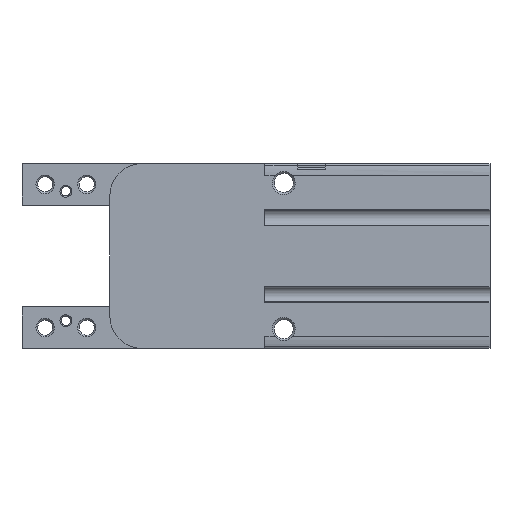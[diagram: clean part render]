
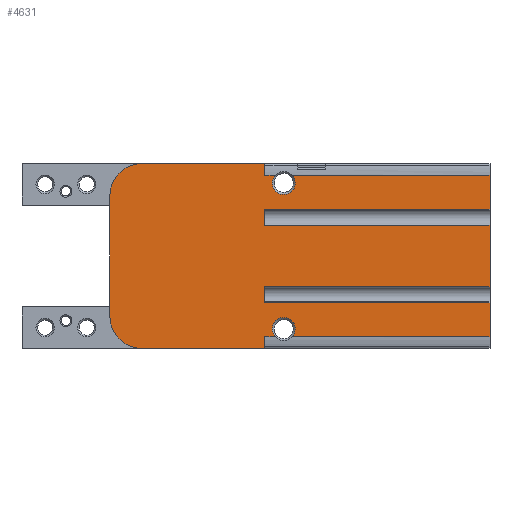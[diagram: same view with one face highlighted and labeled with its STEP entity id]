
A CAD part, left-side view. The second image highlights one B-rep face of the part: STEP entity #4631.
In plain terms, the highlighted planar face has unit normal (-1, 0, 0).
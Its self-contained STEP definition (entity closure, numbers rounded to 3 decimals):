
#290=LINE('',#6902,#671);
#309=LINE('',#6984,#690);
#409=LINE('',#7400,#790);
#410=LINE('',#7408,#791);
#430=LINE('',#7506,#811);
#432=LINE('',#7514,#813);
#442=LINE('',#7566,#823);
#447=LINE('',#7590,#828);
#471=LINE('',#7677,#852);
#484=LINE('',#7715,#865);
#486=LINE('',#7719,#867);
#487=LINE('',#7720,#868);
#488=LINE('',#7722,#869);
#489=LINE('',#7724,#870);
#490=LINE('',#7726,#871);
#491=LINE('',#7727,#872);
#492=LINE('',#7729,#873);
#493=LINE('',#7731,#874);
#671=VECTOR('',#5440,1000.);
#690=VECTOR('',#5493,1000.);
#790=VECTOR('',#5797,1000.);
#791=VECTOR('',#5798,1000.);
#811=VECTOR('',#5856,1000.);
#813=VECTOR('',#5862,1000.);
#823=VECTOR('',#5900,1000.);
#828=VECTOR('',#5919,1000.);
#852=VECTOR('',#5995,1000.);
#865=VECTOR('',#6028,1000.);
#867=VECTOR('',#6034,1000.);
#868=VECTOR('',#6035,1000.);
#869=VECTOR('',#6038,1000.);
#870=VECTOR('',#6039,1000.);
#871=VECTOR('',#6040,1000.);
#872=VECTOR('',#6041,1000.);
#873=VECTOR('',#6042,1000.);
#874=VECTOR('',#6043,1000.);
#1554=ORIENTED_EDGE('',*,*,#2772,.T.);
#1555=ORIENTED_EDGE('',*,*,#2625,.F.);
#1556=ORIENTED_EDGE('',*,*,#2773,.T.);
#1557=ORIENTED_EDGE('',*,*,#2416,.F.);
#1558=ORIENTED_EDGE('',*,*,#2456,.F.);
#1559=ORIENTED_EDGE('',*,*,#2770,.F.);
#1560=ORIENTED_EDGE('',*,*,#2453,.F.);
#1561=ORIENTED_EDGE('',*,*,#2451,.T.);
#1562=ORIENTED_EDGE('',*,*,#2774,.T.);
#1563=ORIENTED_EDGE('',*,*,#2662,.T.);
#1564=ORIENTED_EDGE('',*,*,#2775,.T.);
#1565=ORIENTED_EDGE('',*,*,#2666,.T.);
#1566=ORIENTED_EDGE('',*,*,#2699,.T.);
#1567=ORIENTED_EDGE('',*,*,#2776,.F.);
#1568=ORIENTED_EDGE('',*,*,#2777,.T.);
#1569=ORIENTED_EDGE('',*,*,#2778,.T.);
#1570=ORIENTED_EDGE('',*,*,#2687,.T.);
#1571=ORIENTED_EDGE('',*,*,#2779,.F.);
#1572=ORIENTED_EDGE('',*,*,#2780,.T.);
#1573=ORIENTED_EDGE('',*,*,#2781,.T.);
#1574=ORIENTED_EDGE('',*,*,#2749,.T.);
#1575=ORIENTED_EDGE('',*,*,#2627,.F.);
#2416=EDGE_CURVE('',#3091,#3092,#290,.T.);
#2451=EDGE_CURVE('',#3122,#3121,#309,.T.);
#2453=EDGE_CURVE('',#3122,#3123,#3542,.T.);
#2456=EDGE_CURVE('',#3124,#3091,#3543,.T.);
#2625=EDGE_CURVE('',#3250,#3251,#409,.T.);
#2627=EDGE_CURVE('',#3252,#3253,#410,.T.);
#2662=EDGE_CURVE('',#3278,#3276,#430,.T.);
#2666=EDGE_CURVE('',#3277,#3281,#432,.T.);
#2687=EDGE_CURVE('',#3298,#3297,#442,.T.);
#2699=EDGE_CURVE('',#3281,#3309,#447,.T.);
#2749=EDGE_CURVE('',#3347,#3253,#471,.T.);
#2770=EDGE_CURVE('',#3123,#3124,#484,.T.);
#2772=EDGE_CURVE('',#3252,#3251,#3656,.T.);
#2773=EDGE_CURVE('',#3250,#3092,#486,.T.);
#2774=EDGE_CURVE('',#3121,#3278,#487,.T.);
#2775=EDGE_CURVE('',#3276,#3277,#3657,.T.);
#2776=EDGE_CURVE('',#3362,#3309,#488,.T.);
#2777=EDGE_CURVE('',#3362,#3363,#489,.T.);
#2778=EDGE_CURVE('',#3363,#3298,#490,.T.);
#2779=EDGE_CURVE('',#3364,#3297,#491,.T.);
#2780=EDGE_CURVE('',#3364,#3365,#492,.T.);
#2781=EDGE_CURVE('',#3365,#3347,#493,.T.);
#3091=VERTEX_POINT('',#6901);
#3092=VERTEX_POINT('',#6903);
#3121=VERTEX_POINT('',#6983);
#3122=VERTEX_POINT('',#6985);
#3123=VERTEX_POINT('',#6989);
#3124=VERTEX_POINT('',#6993);
#3250=VERTEX_POINT('',#7399);
#3251=VERTEX_POINT('',#7401);
#3252=VERTEX_POINT('',#7407);
#3253=VERTEX_POINT('',#7409);
#3276=VERTEX_POINT('',#7504);
#3277=VERTEX_POINT('',#7505);
#3278=VERTEX_POINT('',#7507);
#3281=VERTEX_POINT('',#7513);
#3297=VERTEX_POINT('',#7565);
#3298=VERTEX_POINT('',#7567);
#3309=VERTEX_POINT('',#7589);
#3347=VERTEX_POINT('',#7678);
#3362=VERTEX_POINT('',#7723);
#3363=VERTEX_POINT('',#7725);
#3364=VERTEX_POINT('',#7728);
#3365=VERTEX_POINT('',#7730);
#3542=CIRCLE('',#4877,7.);
#3543=CIRCLE('',#4879,7.);
#3656=CIRCLE('',#5057,2.5);
#3657=CIRCLE('',#5058,2.5);
#3860=EDGE_LOOP('',(#1554,#1555,#1556,#1557,#1558,#1559,#1560,#1561,#1562,
#1563,#1564,#1565,#1566,#1567,#1568,#1569,#1570,#1571,#1572,#1573,#1574,
#1575));
#4195=FACE_BOUND('',#3860,.T.);
#4489=PLANE('',#5056);
#4631=ADVANCED_FACE('',(#4195),#4489,.F.);
#4877=AXIS2_PLACEMENT_3D('',#6988,#5497,#5498);
#4879=AXIS2_PLACEMENT_3D('',#6994,#5503,#5504);
#5056=AXIS2_PLACEMENT_3D('',#7717,#6030,#6031);
#5057=AXIS2_PLACEMENT_3D('',#7718,#6032,#6033);
#5058=AXIS2_PLACEMENT_3D('',#7721,#6036,#6037);
#5440=DIRECTION('',(0.,-1.,0.));
#5493=DIRECTION('',(0.,-1.,0.));
#5497=DIRECTION('',(1.,0.,0.));
#5498=DIRECTION('',(0.,0.,-1.));
#5503=DIRECTION('',(1.,0.,0.));
#5504=DIRECTION('',(0.,0.,-1.));
#5797=DIRECTION('',(0.,-1.,0.));
#5798=DIRECTION('',(0.,-1.,0.));
#5856=DIRECTION('',(0.,-1.,0.));
#5862=DIRECTION('',(0.,-1.,0.));
#5900=DIRECTION('',(0.,0.,1.));
#5919=DIRECTION('',(0.,0.,1.));
#5995=DIRECTION('',(0.,0.,1.));
#6028=DIRECTION('',(0.,0.,1.));
#6030=DIRECTION('',(1.,0.,0.));
#6031=DIRECTION('',(0.,0.,-1.));
#6032=DIRECTION('',(1.,0.,0.));
#6033=DIRECTION('',(0.,0.,-1.));
#6034=DIRECTION('',(0.,0.,1.));
#6035=DIRECTION('',(0.,0.,1.));
#6036=DIRECTION('',(1.,0.,0.));
#6037=DIRECTION('',(0.,0.,-1.));
#6038=DIRECTION('',(0.,-1.,0.));
#6039=DIRECTION('',(0.,0.,1.));
#6040=DIRECTION('',(0.,-1.,0.));
#6041=DIRECTION('',(0.,-1.,0.));
#6042=DIRECTION('',(0.,0.,1.));
#6043=DIRECTION('',(0.,-1.,0.));
#6901=CARTESIAN_POINT('',(-13.,75.2,20.));
#6902=CARTESIAN_POINT('',(-13.,82.2,20.));
#6903=CARTESIAN_POINT('',(-13.,48.7,20.));
#6983=CARTESIAN_POINT('',(-13.,48.7,-20.));
#6984=CARTESIAN_POINT('',(-13.,82.2,-20.));
#6985=CARTESIAN_POINT('',(-13.,75.2,-20.));
#6988=CARTESIAN_POINT('',(-13.,75.2,-13.));
#6989=CARTESIAN_POINT('',(-13.,82.2,-13.));
#6993=CARTESIAN_POINT('',(-13.,82.2,13.));
#6994=CARTESIAN_POINT('',(-13.,75.2,13.));
#7399=CARTESIAN_POINT('',(-13.,48.7,17.5));
#7400=CARTESIAN_POINT('',(-13.,48.7,17.5));
#7401=CARTESIAN_POINT('',(-13.,46.433,17.5));
#7407=CARTESIAN_POINT('',(-13.,42.767,17.5));
#7408=CARTESIAN_POINT('',(-13.,48.7,17.5));
#7409=CARTESIAN_POINT('',(-13.,0.,17.5));
#7504=CARTESIAN_POINT('',(-13.,46.433,-17.5));
#7505=CARTESIAN_POINT('',(-13.,42.767,-17.5));
#7506=CARTESIAN_POINT('',(-13.,48.7,-17.5));
#7507=CARTESIAN_POINT('',(-13.,48.7,-17.5));
#7513=CARTESIAN_POINT('',(-13.,0.,-17.5));
#7514=CARTESIAN_POINT('',(-13.,48.7,-17.5));
#7565=CARTESIAN_POINT('',(-13.,0.,6.7));
#7566=CARTESIAN_POINT('',(-13.,0.,-20.));
#7567=CARTESIAN_POINT('',(-13.,0.,-6.7));
#7589=CARTESIAN_POINT('',(-13.,0.,-10.1));
#7590=CARTESIAN_POINT('',(-13.,0.,-20.));
#7677=CARTESIAN_POINT('',(-13.,0.,-20.));
#7678=CARTESIAN_POINT('',(-13.,0.,10.1));
#7715=CARTESIAN_POINT('',(-13.,82.2,-20.));
#7717=CARTESIAN_POINT('',(-13.,82.2,-20.));
#7718=CARTESIAN_POINT('',(-13.,44.6,15.8));
#7719=CARTESIAN_POINT('',(-13.,48.7,-20.));
#7720=CARTESIAN_POINT('',(-13.,48.7,-20.));
#7721=CARTESIAN_POINT('',(-13.,44.6,-15.8));
#7722=CARTESIAN_POINT('',(-13.,48.7,-10.1));
#7723=CARTESIAN_POINT('',(-13.,48.7,-10.1));
#7724=CARTESIAN_POINT('',(-13.,48.7,-10.1));
#7725=CARTESIAN_POINT('',(-13.,48.7,-6.7));
#7726=CARTESIAN_POINT('',(-13.,48.7,-6.7));
#7727=CARTESIAN_POINT('',(-13.,48.7,6.7));
#7728=CARTESIAN_POINT('',(-13.,48.7,6.7));
#7729=CARTESIAN_POINT('',(-13.,48.7,6.7));
#7730=CARTESIAN_POINT('',(-13.,48.7,10.1));
#7731=CARTESIAN_POINT('',(-13.,48.7,10.1));
